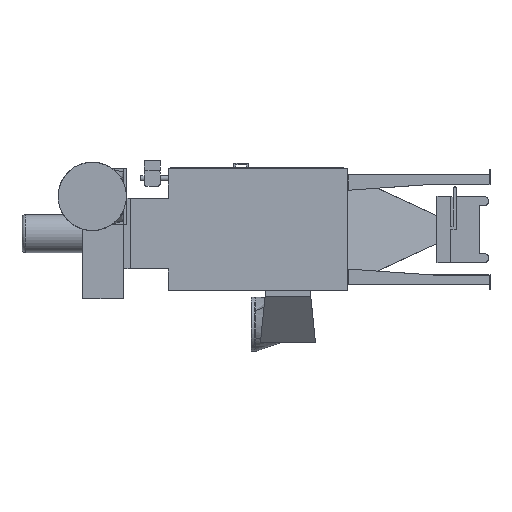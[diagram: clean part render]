
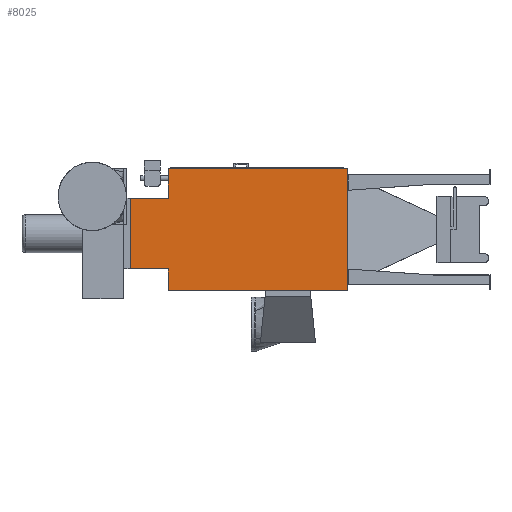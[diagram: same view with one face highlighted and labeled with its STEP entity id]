
A CAD part, left-side view. The second image highlights one B-rep face of the part: STEP entity #8025.
In plain terms, the highlighted planar face has unit normal (-1, 0, 0).
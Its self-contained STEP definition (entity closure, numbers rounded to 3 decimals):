
#139=PLANE('',#8482);
#494=FACE_OUTER_BOUND('',#915,.T.);
#915=EDGE_LOOP('',(#5583,#5584,#5585,#5586,#5587,#5588,#5589,#5590));
#1428=LINE('',#11185,#2450);
#1438=LINE('',#11205,#2460);
#1439=LINE('',#11207,#2461);
#1440=LINE('',#11209,#2462);
#1441=LINE('',#11211,#2463);
#1442=LINE('',#11213,#2464);
#1443=LINE('',#11215,#2465);
#1444=LINE('',#11216,#2466);
#2450=VECTOR('',#9105,10.);
#2460=VECTOR('',#9117,10.);
#2461=VECTOR('',#9118,10.);
#2462=VECTOR('',#9119,10.);
#2463=VECTOR('',#9120,10.);
#2464=VECTOR('',#9121,10.);
#2465=VECTOR('',#9122,10.);
#2466=VECTOR('',#9123,10.);
#3589=VERTEX_POINT('',#11182);
#3590=VERTEX_POINT('',#11184);
#3599=VERTEX_POINT('',#11204);
#3600=VERTEX_POINT('',#11206);
#3601=VERTEX_POINT('',#11208);
#3602=VERTEX_POINT('',#11210);
#3603=VERTEX_POINT('',#11212);
#3604=VERTEX_POINT('',#11214);
#4367=EDGE_CURVE('',#3589,#3590,#1428,.T.);
#4377=EDGE_CURVE('',#3589,#3599,#1438,.T.);
#4378=EDGE_CURVE('',#3599,#3600,#1439,.T.);
#4379=EDGE_CURVE('',#3601,#3600,#1440,.T.);
#4380=EDGE_CURVE('',#3602,#3601,#1441,.T.);
#4381=EDGE_CURVE('',#3602,#3603,#1442,.T.);
#4382=EDGE_CURVE('',#3603,#3604,#1443,.T.);
#4383=EDGE_CURVE('',#3590,#3604,#1444,.T.);
#5583=ORIENTED_EDGE('',*,*,#4377,.T.);
#5584=ORIENTED_EDGE('',*,*,#4378,.T.);
#5585=ORIENTED_EDGE('',*,*,#4379,.F.);
#5586=ORIENTED_EDGE('',*,*,#4380,.F.);
#5587=ORIENTED_EDGE('',*,*,#4381,.T.);
#5588=ORIENTED_EDGE('',*,*,#4382,.T.);
#5589=ORIENTED_EDGE('',*,*,#4383,.F.);
#5590=ORIENTED_EDGE('',*,*,#4367,.F.);
#8025=ADVANCED_FACE('',(#494),#139,.T.);
#8482=AXIS2_PLACEMENT_3D('',#11203,#9115,#9116);
#9105=DIRECTION('',(0.,1.,0.));
#9115=DIRECTION('center_axis',(-1.,0.,0.));
#9116=DIRECTION('ref_axis',(0.,0.,1.));
#9117=DIRECTION('',(0.,0.,1.));
#9118=DIRECTION('',(0.,1.,0.));
#9119=DIRECTION('',(0.,0.,1.));
#9120=DIRECTION('',(0.,-1.,0.));
#9121=DIRECTION('',(0.,0.,-1.));
#9122=DIRECTION('',(0.,-1.,0.));
#9123=DIRECTION('',(0.,0.,1.));
#11182=CARTESIAN_POINT('',(-975.,0.,-565.));
#11184=CARTESIAN_POINT('',(-975.,1656.,-565.));
#11185=CARTESIAN_POINT('',(-975.,0.,-565.));
#11203=CARTESIAN_POINT('Origin',(-975.,0.,-565.));
#11204=CARTESIAN_POINT('',(-975.,0.,565.));
#11205=CARTESIAN_POINT('',(-975.,0.,-565.));
#11206=CARTESIAN_POINT('',(-975.,1656.,565.));
#11207=CARTESIAN_POINT('',(-975.,0.,565.));
#11208=CARTESIAN_POINT('',(-975.,1656.,288.5));
#11209=CARTESIAN_POINT('',(-975.,1656.,-565.));
#11210=CARTESIAN_POINT('',(-975.,2008.,288.5));
#11211=CARTESIAN_POINT('',(-975.,2008.,288.5));
#11212=CARTESIAN_POINT('',(-975.,2008.,-362.5));
#11213=CARTESIAN_POINT('',(-975.,2008.,288.5));
#11214=CARTESIAN_POINT('',(-975.,1656.,-362.5));
#11215=CARTESIAN_POINT('',(-975.,2008.,-362.5));
#11216=CARTESIAN_POINT('',(-975.,1656.,-565.));
